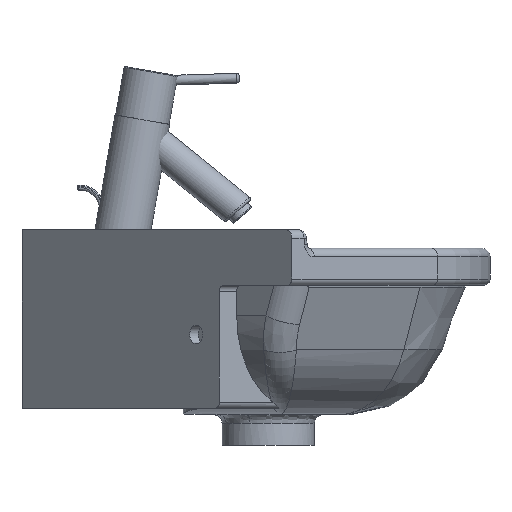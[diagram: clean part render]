
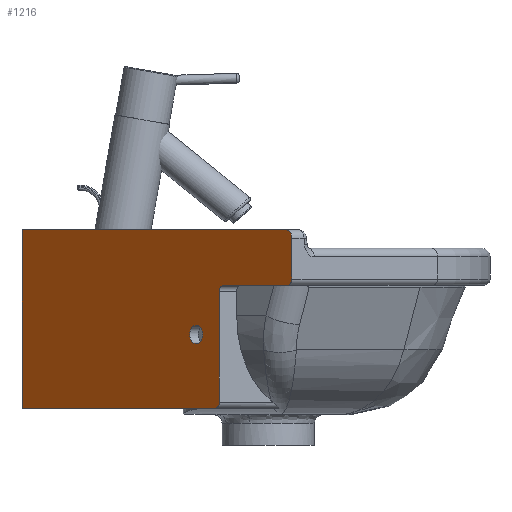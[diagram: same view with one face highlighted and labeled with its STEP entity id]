
A CAD part, left-side view. The second image highlights one B-rep face of the part: STEP entity #1216.
In plain terms, the highlighted planar face has unit normal (-0.707, 0.707, 0).
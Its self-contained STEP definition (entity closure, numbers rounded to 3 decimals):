
#1063=CARTESIAN_POINT('',(-214.253,-214.253,150.0));
#1064=VERTEX_POINT('',#1063);
#1065=CARTESIAN_POINT('',(0.0,0.0,150.));
#1066=VERTEX_POINT('',#1065);
#1067=CARTESIAN_POINT('',(-214.253,-214.253,150.0));
#1068=DIRECTION('',(0.707,0.707,0.));
#1069=VECTOR('',#1068,303.);
#1070=LINE('',#1067,#1069);
#1071=EDGE_CURVE('',#1064,#1066,#1070,.T.);
#1123=CARTESIAN_POINT('',(-138.987,-138.987,-25.0));
#1124=DIRECTION('',(-0.707,0.707,0.0));
#1125=DIRECTION('',(0.0,0.0,1.0));
#1126=AXIS2_PLACEMENT_3D('',#1123,#1124,#1125);
#1127=PLANE('',#1126);
#1128=ORIENTED_EDGE('',*,*,#1071,.T.);
#1129=CARTESIAN_POINT('',(0.0,0.0,5.));
#1130=VERTEX_POINT('',#1129);
#1131=CARTESIAN_POINT('',(0.0,0.0,5.));
#1132=DIRECTION('',(0.0,0.0,1.0));
#1133=VECTOR('',#1132,145.);
#1134=LINE('',#1131,#1133);
#1135=EDGE_CURVE('',#1130,#1066,#1134,.T.);
#1136=ORIENTED_EDGE('',*,*,#1135,.F.);
#1137=CARTESIAN_POINT('',(-156.665,-156.665,5.));
#1138=VERTEX_POINT('',#1137);
#1139=CARTESIAN_POINT('',(0.0,0.0,5.));
#1140=DIRECTION('',(-0.707,-0.707,0.0));
#1141=VECTOR('',#1140,221.558);
#1142=LINE('',#1139,#1141);
#1143=EDGE_CURVE('',#1130,#1138,#1142,.T.);
#1144=ORIENTED_EDGE('',*,*,#1143,.T.);
#1145=CARTESIAN_POINT('',(-160.201,-160.201,10.0));
#1146=VERTEX_POINT('',#1145);
#1147=CARTESIAN_POINT('',(-156.665,-156.665,10.));
#1148=DIRECTION('',(0.707,-0.707,0.));
#1149=DIRECTION('',(-0.5,-0.5,-0.707));
#1150=AXIS2_PLACEMENT_3D('',#1147,#1148,#1149);
#1151=CIRCLE('',#1150,5.);
#1152=EDGE_CURVE('',#1146,#1138,#1151,.T.);
#1153=ORIENTED_EDGE('',*,*,#1152,.F.);
#1154=CARTESIAN_POINT('',(-160.201,-160.201,100.0));
#1155=VERTEX_POINT('',#1154);
#1156=CARTESIAN_POINT('',(-160.201,-160.201,10.0));
#1157=DIRECTION('',(0.0,0.0,1.0));
#1158=VECTOR('',#1157,90.0);
#1159=LINE('',#1156,#1158);
#1160=EDGE_CURVE('',#1146,#1155,#1159,.T.);
#1161=ORIENTED_EDGE('',*,*,#1160,.T.);
#1162=CARTESIAN_POINT('',(-163.736,-163.736,105.0));
#1163=VERTEX_POINT('',#1162);
#1164=CARTESIAN_POINT('',(-163.736,-163.736,100.0));
#1165=DIRECTION('',(-0.707,0.707,0.));
#1166=DIRECTION('',(0.5,0.5,0.707));
#1167=AXIS2_PLACEMENT_3D('',#1164,#1165,#1166);
#1168=CIRCLE('',#1167,5.0);
#1169=EDGE_CURVE('',#1163,#1155,#1168,.T.);
#1170=ORIENTED_EDGE('',*,*,#1169,.F.);
#1171=CARTESIAN_POINT('',(-215.668,-215.668,105.0));
#1172=VERTEX_POINT('',#1171);
#1173=CARTESIAN_POINT('',(-163.736,-163.736,105.0));
#1174=DIRECTION('',(-0.707,-0.707,0.0));
#1175=VECTOR('',#1174,73.442);
#1176=LINE('',#1173,#1175);
#1177=EDGE_CURVE('',#1163,#1172,#1176,.T.);
#1178=ORIENTED_EDGE('',*,*,#1177,.T.);
#1179=CARTESIAN_POINT('',(-219.203,-219.203,110.0));
#1180=VERTEX_POINT('',#1179);
#1181=CARTESIAN_POINT('',(-215.668,-215.668,110.0));
#1182=DIRECTION('',(0.707,-0.707,0.));
#1183=DIRECTION('',(-0.707,-0.707,0.));
#1184=AXIS2_PLACEMENT_3D('',#1181,#1182,#1183);
#1185=ELLIPSE('',#1184,5.,5.);
#1186=EDGE_CURVE('',#1180,#1172,#1185,.T.);
#1187=ORIENTED_EDGE('',*,*,#1186,.F.);
#1188=CARTESIAN_POINT('',(-219.203,-219.203,143.0));
#1189=VERTEX_POINT('',#1188);
#1190=CARTESIAN_POINT('',(-219.203,-219.203,110.0));
#1191=DIRECTION('',(0.0,0.0,1.0));
#1192=VECTOR('',#1191,33.0);
#1193=LINE('',#1190,#1192);
#1194=EDGE_CURVE('',#1180,#1189,#1193,.T.);
#1195=ORIENTED_EDGE('',*,*,#1194,.T.);
#1196=CARTESIAN_POINT('',(-214.253,-214.253,143.0));
#1197=DIRECTION('',(0.707,-0.707,0.));
#1198=DIRECTION('',(-0.707,-0.707,0.));
#1199=AXIS2_PLACEMENT_3D('',#1196,#1197,#1198);
#1200=ELLIPSE('',#1199,7.,7.);
#1201=EDGE_CURVE('',#1064,#1189,#1200,.T.);
#1202=ORIENTED_EDGE('',*,*,#1201,.F.);
#1203=EDGE_LOOP('',(#1128,#1136,#1144,#1153,#1161,#1170,#1178,#1187,#1195,#1202));
#1204=FACE_OUTER_BOUND('',#1203,.T.);
#1205=CARTESIAN_POINT('',(-146.725,-146.725,65.0));
#1206=VERTEX_POINT('',#1205);
#1207=CARTESIAN_POINT('',(-141.421,-141.421,65.0));
#1208=DIRECTION('',(0.707,-0.707,0.0));
#1209=DIRECTION('',(0.707,0.707,0.0));
#1210=AXIS2_PLACEMENT_3D('',#1207,#1208,#1209);
#1211=CIRCLE('',#1210,7.5);
#1212=EDGE_CURVE('',#1206,#1206,#1211,.T.);
#1213=ORIENTED_EDGE('',*,*,#1212,.T.);
#1214=EDGE_LOOP('',(#1213));
#1215=FACE_BOUND('',#1214,.T.);
#1216=ADVANCED_FACE('',(#1204,#1215),#1127,.T.);
